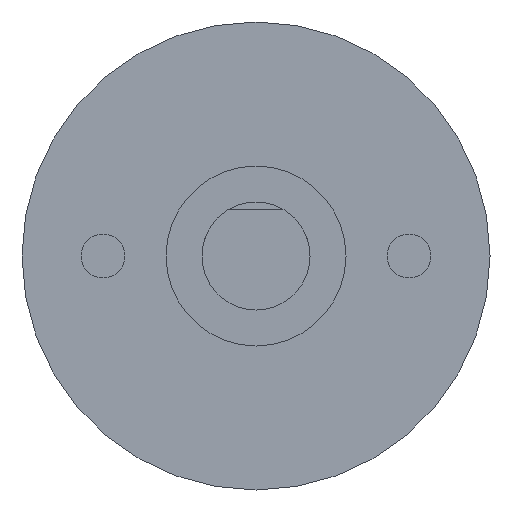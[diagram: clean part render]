
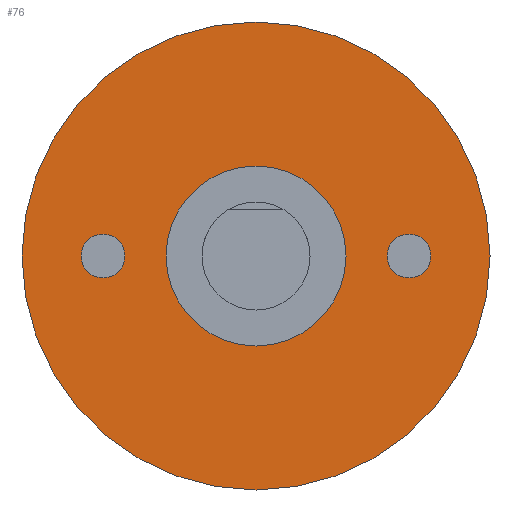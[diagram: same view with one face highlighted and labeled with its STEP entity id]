
A CAD part, front view. The second image highlights one B-rep face of the part: STEP entity #76.
In plain terms, the highlighted planar face has unit normal (0, -1, 0).
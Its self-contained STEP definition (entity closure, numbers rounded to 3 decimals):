
#76 = ADVANCED_FACE( '', ( #164, #165, #166, #167 ), #168, .F. );
#164 = FACE_BOUND( '', #271, .T. );
#165 = FACE_BOUND( '', #272, .T. );
#166 = FACE_OUTER_BOUND( '', #273, .T. );
#167 = FACE_BOUND( '', #274, .T. );
#168 = PLANE( '', #275 );
#271 = EDGE_LOOP( '', ( #413 ) );
#272 = EDGE_LOOP( '', ( #414 ) );
#273 = EDGE_LOOP( '', ( #415 ) );
#274 = EDGE_LOOP( '', ( #416 ) );
#275 = AXIS2_PLACEMENT_3D( '', #417, #418, #419 );
#413 = ORIENTED_EDGE( '', *, *, #571, .T. );
#414 = ORIENTED_EDGE( '', *, *, #572, .T. );
#415 = ORIENTED_EDGE( '', *, *, #573, .F. );
#416 = ORIENTED_EDGE( '', *, *, #574, .T. );
#417 = CARTESIAN_POINT( '', ( 0., -2.5, -6.5 ) );
#418 = DIRECTION( '', ( 0., 1., 0. ) );
#419 = DIRECTION( '', ( 0., 0., 1. ) );
#571 = EDGE_CURVE( '', #666, #666, #667, .T. );
#572 = EDGE_CURVE( '', #668, #668, #669, .T. );
#573 = EDGE_CURVE( '', #670, #670, #671, .T. );
#574 = EDGE_CURVE( '', #672, #672, #673, .T. );
#666 = VERTEX_POINT( '', #789 );
#667 = CIRCLE( '', #790, 0.611 );
#668 = VERTEX_POINT( '', #791 );
#669 = CIRCLE( '', #792, 0.611 );
#670 = VERTEX_POINT( '', #793 );
#671 = CIRCLE( '', #794, 6.5 );
#672 = VERTEX_POINT( '', #795 );
#673 = CIRCLE( '', #796, 2.5 );
#789 = CARTESIAN_POINT( '', ( -3.64, -2.5, 0. ) );
#790 = AXIS2_PLACEMENT_3D( '', #888, #889, #890 );
#791 = CARTESIAN_POINT( '', ( 4.861, -2.5, 0. ) );
#792 = AXIS2_PLACEMENT_3D( '', #891, #892, #893 );
#793 = CARTESIAN_POINT( '', ( 0., -2.5, 6.5 ) );
#794 = AXIS2_PLACEMENT_3D( '', #894, #895, #896 );
#795 = CARTESIAN_POINT( '', ( 0., -2.5, 2.5 ) );
#796 = AXIS2_PLACEMENT_3D( '', #897, #898, #899 );
#888 = CARTESIAN_POINT( '', ( -4.25, -2.5, 0. ) );
#889 = DIRECTION( '', ( 0., 1., 0. ) );
#890 = DIRECTION( '', ( 1., 0., 0. ) );
#891 = CARTESIAN_POINT( '', ( 4.25, -2.5, 0. ) );
#892 = DIRECTION( '', ( 0., 1., 0. ) );
#893 = DIRECTION( '', ( 1., 0., 0. ) );
#894 = CARTESIAN_POINT( '', ( 0., -2.5, 0. ) );
#895 = DIRECTION( '', ( 0., 1., 0. ) );
#896 = DIRECTION( '', ( 0., 0., 1. ) );
#897 = CARTESIAN_POINT( '', ( 0., -2.5, 0. ) );
#898 = DIRECTION( '', ( 0., 1., 0. ) );
#899 = DIRECTION( '', ( 0., 0., 1. ) );
